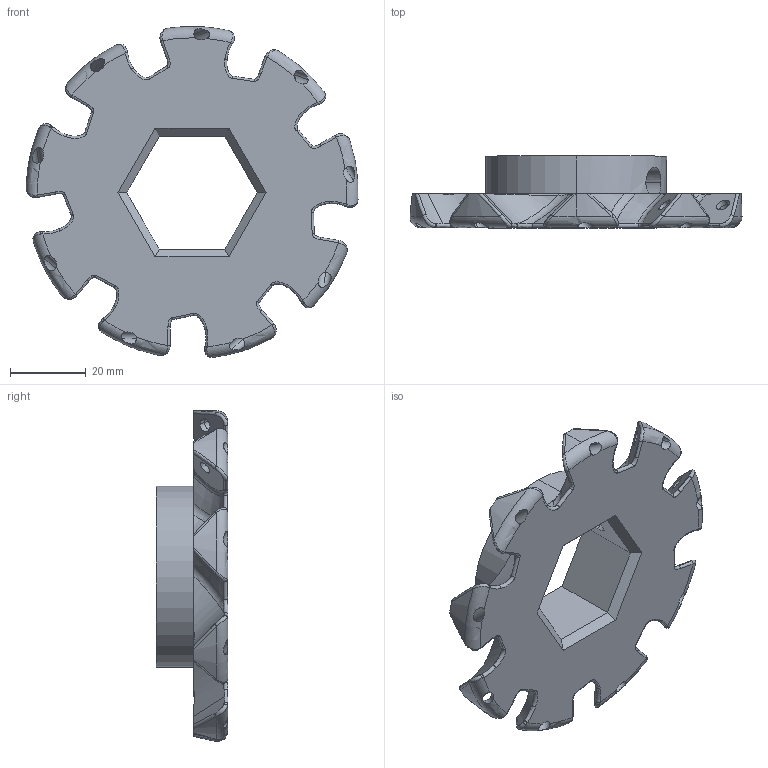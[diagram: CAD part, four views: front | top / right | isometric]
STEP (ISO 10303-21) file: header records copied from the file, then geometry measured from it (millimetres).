
FILE_DESCRIPTION (( 'STEP AP214' ), '1' );
FILE_NAME ('mecanumWheel_1a_pin.STEP', '2025-05-09T18:07:38', ( '' ), ( '' ), 'SwSTEP 2.0', 'SolidWorks 2021', '' );
FILE_SCHEMA (( 'AUTOMOTIVE_DESIGN' ));
Length unit declared in the file: millimetre
Products named in the file (1): mecanumWheel_1a_pin
Bounding box: 87.94 x 19 x 87.65 mm (x, y, z)
Volume: 37226.5 mm3; surface area: 15237.3 mm2
Topology: 1 solids, 1 shells, 252 faces, 668 edges, 409 vertices
Faces by surface type: bspline 86, cylinder 70, plane 35, torus 33, cone 28
Entity records: 11894 total; most frequent: CARTESIAN_POINT 6475, ORIENTED_EDGE 1336, DIRECTION 922, EDGE_CURVE 668, VERTEX_POINT 409, AXIS2_PLACEMENT_3D 400, EDGE_LOOP 265, ADVANCED_FACE 252
